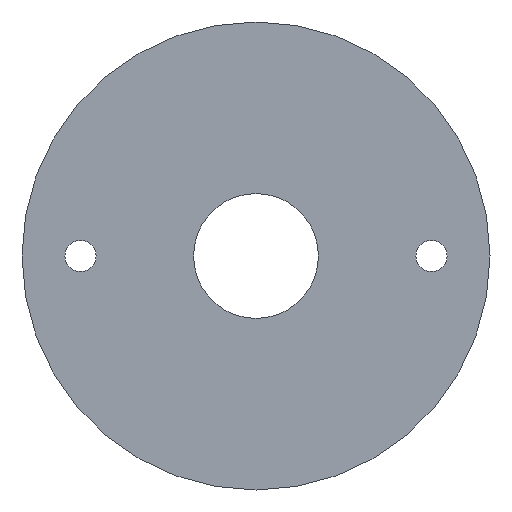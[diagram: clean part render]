
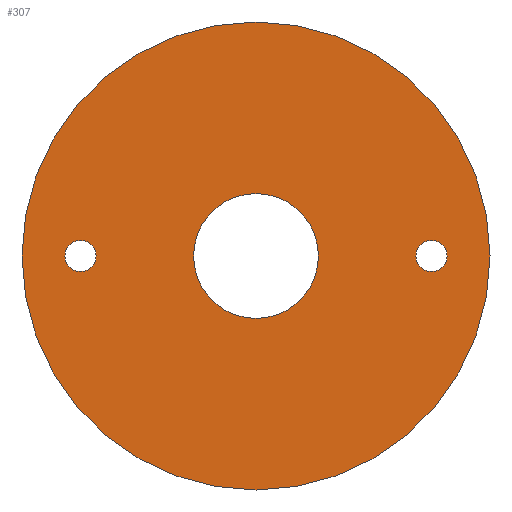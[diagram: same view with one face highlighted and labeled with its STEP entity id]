
A CAD part, front view. The second image highlights one B-rep face of the part: STEP entity #307.
In plain terms, the highlighted planar face has unit normal (0, -1, 0).
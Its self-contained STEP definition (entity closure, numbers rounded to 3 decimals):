
#14 = EDGE_CURVE ( 'NONE', #391, #383, #238, .T. ) ;
#18 = EDGE_CURVE ( 'NONE', #377, #378, #211, .T. ) ;
#19 = EDGE_CURVE ( 'NONE', #386, #392, #282, .T. ) ;
#28 = CARTESIAN_POINT ( 'NONE',  ( 0., 0., -16. ) ) ;
#32 = CARTESIAN_POINT ( 'NONE',  ( 45., 0., -4. ) ) ;
#37 = CARTESIAN_POINT ( 'NONE',  ( 0., 0., 60. ) ) ;
#38 = CARTESIAN_POINT ( 'NONE',  ( -45., 0., -4. ) ) ;
#39 = CARTESIAN_POINT ( 'NONE',  ( -45., 0., 4. ) ) ;
#40 = CARTESIAN_POINT ( 'NONE',  ( 0., 0., -60. ) ) ;
#48 = DIRECTION ( 'NONE',  ( 0., 1., 0. ) ) ;
#61 = DIRECTION ( 'NONE',  ( 0., 0., 1. ) ) ;
#65 = CARTESIAN_POINT ( 'NONE',  ( 0., 0., 0. ) ) ;
#68 = PLANE ( 'NONE',  #325 ) ;
#70 = DIRECTION ( 'NONE',  ( 0., 1., 0. ) ) ;
#72 = DIRECTION ( 'NONE',  ( 0., 0., 1. ) ) ;
#82 = EDGE_CURVE ( 'NONE', #378, #377, #279, .T. ) ;
#83 = EDGE_CURVE ( 'NONE', #383, #391, #277, .T. ) ;
#84 = EDGE_CURVE ( 'NONE', #376, #375, #298, .T. ) ;
#96 = CARTESIAN_POINT ( 'NONE',  ( 0., 0., 16. ) ) ;
#97 = CARTESIAN_POINT ( 'NONE',  ( 45., 0., 4. ) ) ;
#99 = AXIS2_PLACEMENT_3D ( 'NONE', #397, #371, #142 ) ;
#106 = EDGE_CURVE ( 'NONE', #375, #376, #148, .T. ) ;
#108 = EDGE_CURVE ( 'NONE', #392, #386, #152, .T. ) ;
#111 = DIRECTION ( 'NONE',  ( 0., 0., 1. ) ) ;
#113 = CARTESIAN_POINT ( 'NONE',  ( 0., 0., 0. ) ) ;
#117 = DIRECTION ( 'NONE',  ( 0., 0., 1. ) ) ;
#118 = DIRECTION ( 'NONE',  ( 0., 1., 0. ) ) ;
#120 = DIRECTION ( 'NONE',  ( 0., 1., 0. ) ) ;
#124 = DIRECTION ( 'NONE',  ( 0., 1., 0. ) ) ;
#128 = CARTESIAN_POINT ( 'NONE',  ( -45., 0., 0. ) ) ;
#130 = DIRECTION ( 'NONE',  ( 0., 0., 1. ) ) ;
#136 = CARTESIAN_POINT ( 'NONE',  ( 45., 0., 0. ) ) ;
#137 = CARTESIAN_POINT ( 'NONE',  ( -45., 0., 0. ) ) ;
#138 = DIRECTION ( 'NONE',  ( 0., 0., 1. ) ) ;
#140 = DIRECTION ( 'NONE',  ( 0., 1., 0. ) ) ;
#142 = DIRECTION ( 'NONE',  ( 0., 0., 1. ) ) ;
#144 = FACE_BOUND ( 'NONE', #271, .T. ) ;
#148 = CIRCLE ( 'NONE', #316, 4. ) ;
#152 = CIRCLE ( 'NONE', #317, 4. ) ;
#178 = ORIENTED_EDGE ( 'NONE', *, *, #19, .T. ) ;
#190 = ORIENTED_EDGE ( 'NONE', *, *, #108, .T. ) ;
#211 = CIRCLE ( 'NONE', #354, 60. ) ;
#217 = ORIENTED_EDGE ( 'NONE', *, *, #83, .T. ) ;
#219 = ORIENTED_EDGE ( 'NONE', *, *, #18, .F. ) ;
#236 = FACE_BOUND ( 'NONE', #261, .T. ) ;
#238 = CIRCLE ( 'NONE', #360, 16. ) ;
#255 = FACE_OUTER_BOUND ( 'NONE', #264, .T. ) ;
#258 = EDGE_LOOP ( 'NONE', ( #265, #217 ) ) ;
#261 = EDGE_LOOP ( 'NONE', ( #293, #299 ) ) ;
#264 = EDGE_LOOP ( 'NONE', ( #267, #219 ) ) ;
#265 = ORIENTED_EDGE ( 'NONE', *, *, #14, .T. ) ;
#267 = ORIENTED_EDGE ( 'NONE', *, *, #82, .F. ) ;
#271 = EDGE_LOOP ( 'NONE', ( #178, #190 ) ) ;
#272 = FACE_BOUND ( 'NONE', #258, .T. ) ;
#277 = CIRCLE ( 'NONE', #314, 16. ) ;
#279 = CIRCLE ( 'NONE', #312, 60. ) ;
#282 = CIRCLE ( 'NONE', #99, 4. ) ;
#293 = ORIENTED_EDGE ( 'NONE', *, *, #84, .T. ) ;
#298 = CIRCLE ( 'NONE', #313, 4. ) ;
#299 = ORIENTED_EDGE ( 'NONE', *, *, #106, .T. ) ;
#307 = ADVANCED_FACE ( 'NONE', ( #144, #236, #255, #272 ), #68, .F. ) ;
#312 = AXIS2_PLACEMENT_3D ( 'NONE', #390, #124, #117 ) ;
#313 = AXIS2_PLACEMENT_3D ( 'NONE', #128, #118, #111 ) ;
#314 = AXIS2_PLACEMENT_3D ( 'NONE', #113, #140, #130 ) ;
#316 = AXIS2_PLACEMENT_3D ( 'NONE', #137, #120, #138 ) ;
#317 = AXIS2_PLACEMENT_3D ( 'NONE', #136, #48, #61 ) ;
#325 = AXIS2_PLACEMENT_3D ( 'NONE', #65, #70, #72 ) ;
#354 = AXIS2_PLACEMENT_3D ( 'NONE', #394, #396, #395 ) ;
#360 = AXIS2_PLACEMENT_3D ( 'NONE', #370, #366, #369 ) ;
#366 = DIRECTION ( 'NONE',  ( 0., 1., 0. ) ) ;
#369 = DIRECTION ( 'NONE',  ( 0., 0., 1. ) ) ;
#370 = CARTESIAN_POINT ( 'NONE',  ( 0., 0., 0. ) ) ;
#371 = DIRECTION ( 'NONE',  ( 0., 1., 0. ) ) ;
#375 = VERTEX_POINT ( 'NONE', #38 ) ;
#376 = VERTEX_POINT ( 'NONE', #39 ) ;
#377 = VERTEX_POINT ( 'NONE', #37 ) ;
#378 = VERTEX_POINT ( 'NONE', #40 ) ;
#383 = VERTEX_POINT ( 'NONE', #96 ) ;
#386 = VERTEX_POINT ( 'NONE', #97 ) ;
#390 = CARTESIAN_POINT ( 'NONE',  ( 0., 0., 0. ) ) ;
#391 = VERTEX_POINT ( 'NONE', #28 ) ;
#392 = VERTEX_POINT ( 'NONE', #32 ) ;
#394 = CARTESIAN_POINT ( 'NONE',  ( 0., 0., 0. ) ) ;
#395 = DIRECTION ( 'NONE',  ( 0., 0., 1. ) ) ;
#396 = DIRECTION ( 'NONE',  ( 0., 1., 0. ) ) ;
#397 = CARTESIAN_POINT ( 'NONE',  ( 45., 0., 0. ) ) ;
